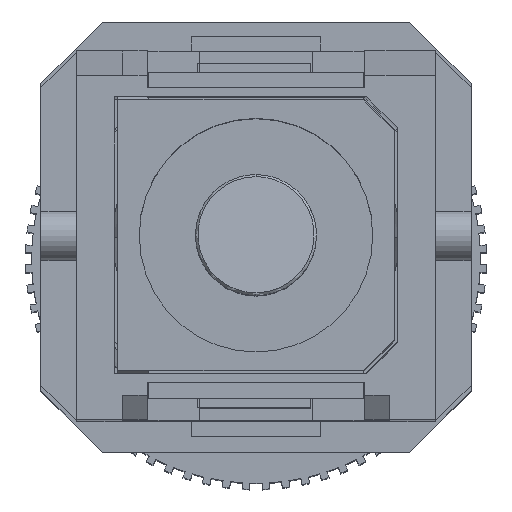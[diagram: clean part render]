
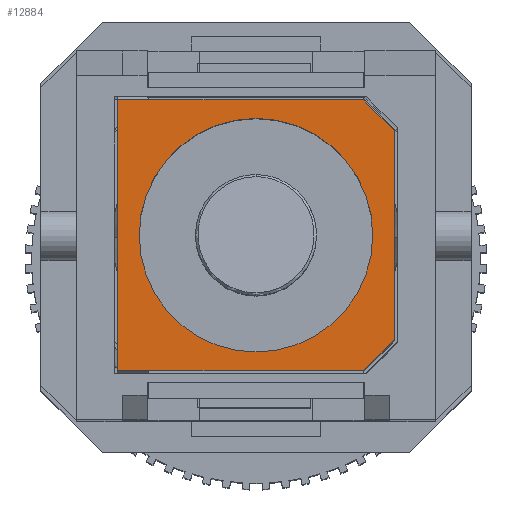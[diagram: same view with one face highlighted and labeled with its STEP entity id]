
A CAD part, top view. The second image highlights one B-rep face of the part: STEP entity #12884.
In plain terms, the highlighted face is planar.
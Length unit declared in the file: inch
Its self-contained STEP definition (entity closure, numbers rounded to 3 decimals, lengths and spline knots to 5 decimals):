
#608 = VERTEX_POINT ( 'NONE', #6894 ) ;
#657 = VERTEX_POINT ( 'NONE', #17687 ) ;
#1184 = EDGE_CURVE ( 'NONE', #657, #15731, #2078, .T. ) ;
#1984 = EDGE_CURVE ( 'NONE', #10442, #4559, #21527, .T. ) ;
#2078 = CIRCLE ( 'NONE', #15514, 0.095 ) ;
#2590 = ORIENTED_EDGE ( 'NONE', *, *, #7449, .T. ) ;
#2642 = EDGE_LOOP ( 'NONE', ( #21077, #2590, #10913, #20851, #17050, #22850 ) ) ;
#4091 = AXIS2_PLACEMENT_3D ( 'NONE', #5194, #7456, #18357 ) ;
#4559 = VERTEX_POINT ( 'NONE', #10494 ) ;
#4582 = DIRECTION ( 'NONE',  ( 0., -1., 0. ) ) ;
#4636 = EDGE_CURVE ( 'NONE', #9782, #10442, #17591, .T. ) ;
#4871 = CARTESIAN_POINT ( 'NONE',  ( -0.11, 0.296, -0.0875 ) ) ;
#5194 = CARTESIAN_POINT ( 'NONE',  ( 0., 0.296, 0. ) ) ;
#5272 = VECTOR ( 'NONE', #10611, 39.37008 ) ;
#6106 = LINE ( 'NONE', #13420, #12435 ) ;
#6335 = AXIS2_PLACEMENT_3D ( 'NONE', #23174, #4582, #15626 ) ;
#6442 = CARTESIAN_POINT ( 'NONE',  ( 0.085, 0.296, -0.1125 ) ) ;
#6613 = DIRECTION ( 'NONE',  ( 0., 0., 1. ) ) ;
#6617 = FACE_BOUND ( 'NONE', #15136, .T. ) ;
#6894 = CARTESIAN_POINT ( 'NONE',  ( 0.11, 0.296, -0.0875 ) ) ;
#7449 = EDGE_CURVE ( 'NONE', #608, #12574, #22881, .T. ) ;
#7456 = DIRECTION ( 'NONE',  ( 0., 1., 0. ) ) ;
#8640 = FACE_OUTER_BOUND ( 'NONE', #2642, .T. ) ;
#9782 = VERTEX_POINT ( 'NONE', #4871 ) ;
#10330 = DIRECTION ( 'NONE',  ( -0.707, 0., 0.707 ) ) ;
#10442 = VERTEX_POINT ( 'NONE', #18469 ) ;
#10494 = CARTESIAN_POINT ( 'NONE',  ( 0.11, 0.296, 0.1125 ) ) ;
#10546 = DIRECTION ( 'NONE',  ( 0., 1., 0. ) ) ;
#10611 = DIRECTION ( 'NONE',  ( 0., 0., 1. ) ) ;
#10782 = ORIENTED_EDGE ( 'NONE', *, *, #16479, .F. ) ;
#10913 = ORIENTED_EDGE ( 'NONE', *, *, #14390, .T. ) ;
#11093 = VECTOR ( 'NONE', #23233, 39.37008 ) ;
#11401 = VECTOR ( 'NONE', #10330, 39.37008 ) ;
#12409 = CARTESIAN_POINT ( 'NONE',  ( -0.11, 0.296, 0.1125 ) ) ;
#12435 = VECTOR ( 'NONE', #20747, 39.37008 ) ;
#12574 = VERTEX_POINT ( 'NONE', #23454 ) ;
#12884 = ADVANCED_FACE ( 'NONE', ( #6617, #8640 ), #17405, .F. ) ;
#13061 = LINE ( 'NONE', #22549, #16654 ) ;
#13420 = CARTESIAN_POINT ( 'NONE',  ( -0.11, 0.296, -0.1125 ) ) ;
#14313 = EDGE_CURVE ( 'NONE', #4559, #608, #13061, .T. ) ;
#14390 = EDGE_CURVE ( 'NONE', #12574, #14777, #6106, .T. ) ;
#14448 = CIRCLE ( 'NONE', #4091, 0.095 ) ;
#14777 = VERTEX_POINT ( 'NONE', #20478 ) ;
#15136 = EDGE_LOOP ( 'NONE', ( #10782, #21543 ) ) ;
#15514 = AXIS2_PLACEMENT_3D ( 'NONE', #19892, #10546, #6613 ) ;
#15626 = DIRECTION ( 'NONE',  ( 0., 0., -1. ) ) ;
#15731 = VERTEX_POINT ( 'NONE', #18842 ) ;
#15876 = LINE ( 'NONE', #19564, #11401 ) ;
#16292 = VECTOR ( 'NONE', #23432, 39.37008 ) ;
#16479 = EDGE_CURVE ( 'NONE', #15731, #657, #14448, .T. ) ;
#16654 = VECTOR ( 'NONE', #20261, 39.37008 ) ;
#17050 = ORIENTED_EDGE ( 'NONE', *, *, #4636, .T. ) ;
#17405 = PLANE ( 'NONE',  #6335 ) ;
#17591 = LINE ( 'NONE', #12409, #5272 ) ;
#17687 = CARTESIAN_POINT ( 'NONE',  ( 0., 0.296, -0.095 ) ) ;
#17706 = EDGE_CURVE ( 'NONE', #14777, #9782, #15876, .T. ) ;
#18357 = DIRECTION ( 'NONE',  ( 0., 0., 1. ) ) ;
#18469 = CARTESIAN_POINT ( 'NONE',  ( -0.11, 0.296, 0.1125 ) ) ;
#18842 = CARTESIAN_POINT ( 'NONE',  ( 0., 0.296, 0.095 ) ) ;
#19564 = CARTESIAN_POINT ( 'NONE',  ( -0.11, 0.296, -0.0875 ) ) ;
#19892 = CARTESIAN_POINT ( 'NONE',  ( 0., 0.296, 0. ) ) ;
#20261 = DIRECTION ( 'NONE',  ( 0., 0., -1. ) ) ;
#20478 = CARTESIAN_POINT ( 'NONE',  ( -0.085, 0.296, -0.1125 ) ) ;
#20747 = DIRECTION ( 'NONE',  ( -1., 0., 0. ) ) ;
#20851 = ORIENTED_EDGE ( 'NONE', *, *, #17706, .T. ) ;
#21077 = ORIENTED_EDGE ( 'NONE', *, *, #14313, .T. ) ;
#21527 = LINE ( 'NONE', #23544, #16292 ) ;
#21543 = ORIENTED_EDGE ( 'NONE', *, *, #1184, .F. ) ;
#22549 = CARTESIAN_POINT ( 'NONE',  ( 0.11, 0.296, 0.1125 ) ) ;
#22850 = ORIENTED_EDGE ( 'NONE', *, *, #1984, .T. ) ;
#22881 = LINE ( 'NONE', #6442, #11093 ) ;
#23174 = CARTESIAN_POINT ( 'NONE',  ( -0.11, 0.296, -0.1125 ) ) ;
#23233 = DIRECTION ( 'NONE',  ( -0.707, 0., -0.707 ) ) ;
#23432 = DIRECTION ( 'NONE',  ( 1., 0., 0. ) ) ;
#23454 = CARTESIAN_POINT ( 'NONE',  ( 0.085, 0.296, -0.1125 ) ) ;
#23544 = CARTESIAN_POINT ( 'NONE',  ( -0.11, 0.296, 0.1125 ) ) ;
